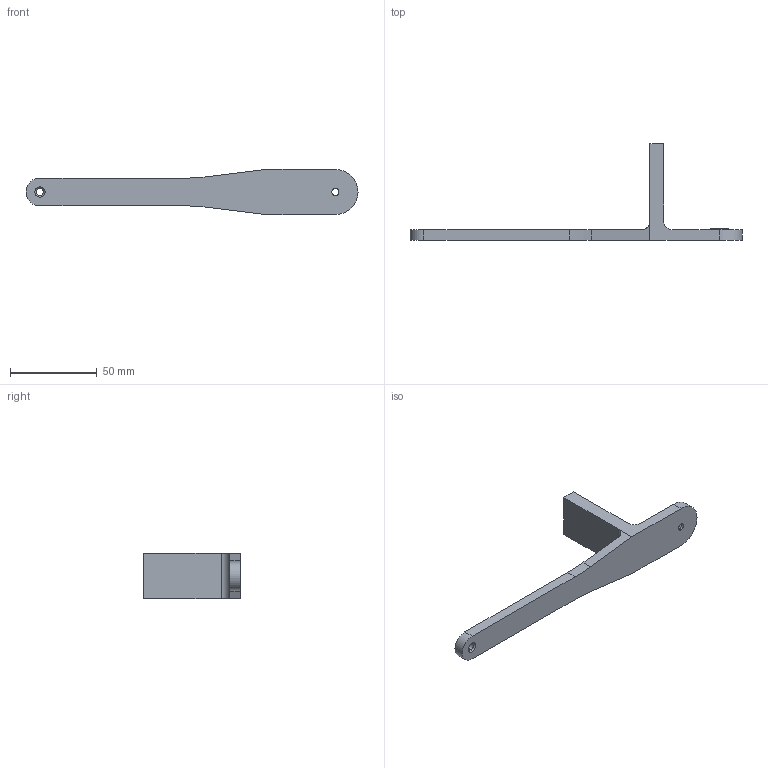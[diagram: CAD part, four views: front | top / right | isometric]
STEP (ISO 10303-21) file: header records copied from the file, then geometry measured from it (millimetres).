
FILE_DESCRIPTION (( 'STEP AP214' ), '1' );
FILE_NAME ('arm.STEP', '2024-04-12T10:46:59', ( '' ), ( '' ), 'SwSTEP 2.0', 'SolidWorks 2020', '' );
FILE_SCHEMA (( 'AUTOMOTIVE_DESIGN' ));
Length unit declared in the file: millimetre
Products named in the file (1): arm
Bounding box: 191 x 55.5 x 26 mm (x, y, z)
Volume: 32232.3 mm3; surface area: 13467.4 mm2
Topology: 1 solids, 1 shells, 47 faces, 113 edges, 68 vertices
Faces by surface type: cylinder 19, cone 14, plane 14
Entity records: 1379 total; most frequent: DIRECTION 249, CARTESIAN_POINT 231, ORIENTED_EDGE 218, EDGE_CURVE 109, AXIS2_PLACEMENT_3D 94, VERTEX_POINT 68, LINE 61, VECTOR 61
